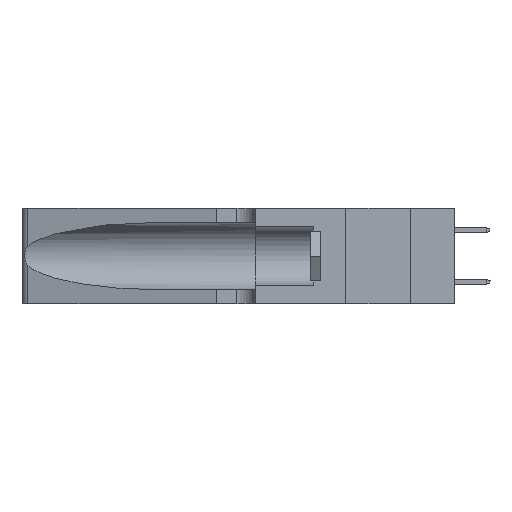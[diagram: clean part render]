
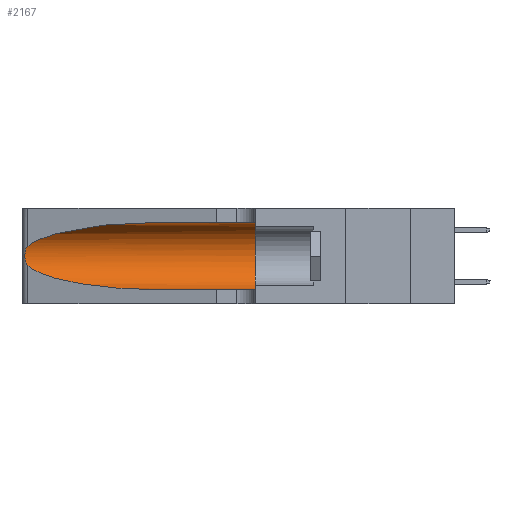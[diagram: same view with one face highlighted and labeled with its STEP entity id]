
A CAD part, left-side view. The second image highlights one B-rep face of the part: STEP entity #2167.
In plain terms, the highlighted cylindrical face has radius 3.308 mm (diameter 6.617 mm), a partial arc.
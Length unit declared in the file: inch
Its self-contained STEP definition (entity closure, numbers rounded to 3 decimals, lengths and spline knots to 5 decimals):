
#99 = CARTESIAN_POINT ( 'NONE',  ( 0.1305, 0.72297, 0.05475 ) ) ;
#194 = EDGE_CURVE ( 'NONE', #31731, #16141, #31521, .T. ) ;
#465 = CARTESIAN_POINT ( 'NONE',  ( 0.2373, 1.15595, 0.28018 ) ) ;
#692 = ORIENTED_EDGE ( 'NONE', *, *, #32163, .T. ) ;
#996 = CARTESIAN_POINT ( 'NONE',  ( 0.18966, 0.96281, 0.31525 ) ) ;
#1181 = CARTESIAN_POINT ( 'NONE',  ( 0.25555, 1.22993, 0.14849 ) ) ;
#1845 = LINE ( 'NONE', #17893, #32481 ) ;
#1984 = FACE_OUTER_BOUND ( 'NONE', #28341, .T. ) ;
#2167 = ADVANCED_FACE ( 'NONE', ( #1984 ), #22280, .F. ) ;
#2224 = CARTESIAN_POINT ( 'NONE',  ( 0.1305, 0.72297, 0.31525 ) ) ;
#2738 = CARTESIAN_POINT ( 'NONE',  ( 0.2373, 1.15595, 0.08982 ) ) ;
#3818 = CARTESIAN_POINT ( 'NONE',  ( 0.26075, 1.23896, 0.178 ) ) ;
#4039 = EDGE_CURVE ( 'NONE', #31731, #22087, #27805, .T. ) ;
#4819 = DIRECTION ( 'NONE',  ( 0., -1., 0. ) ) ;
#5388 = CARTESIAN_POINT ( 'NONE',  ( 0.25487, 1.22718, 0.14631 ) ) ;
#6104 = CARTESIAN_POINT ( 'NONE',  ( 0.25487, 1.22718, 0.22369 ) ) ;
#6288 = CARTESIAN_POINT ( 'NONE',  ( 0.1305, 0.72297, 0.31525 ) ) ;
#6612 = CARTESIAN_POINT ( 'NONE',  ( 0.1305, 0.72297, 0.05475 ) ) ;
#7428 = DIRECTION ( 'NONE',  ( 0., 0., 1. ) ) ;
#9190 = EDGE_CURVE ( 'NONE', #16141, #16857, #22545, .T. ) ;
#9804 = CARTESIAN_POINT ( 'NONE',  ( 0.25639, 1.23184, 0.21858 ) ) ;
#11757 = CARTESIAN_POINT ( 'NONE',  ( 0.25639, 1.23186, 0.15144 ) ) ;
#12393 = CARTESIAN_POINT ( 'NONE',  ( 0.1305, 1.61858, 0.185 ) ) ;
#14576 = CARTESIAN_POINT ( 'NONE',  ( 0.25555, 1.22994, 0.2215 ) ) ;
#15955 = CARTESIAN_POINT ( 'NONE',  ( 0.18966, 0.96281, 0.05475 ) ) ;
#16141 = VERTEX_POINT ( 'NONE', #29089 ) ;
#16247 = CARTESIAN_POINT ( 'NONE',  ( 0.1305, 0.35, 0.05475 ) ) ;
#16381 = ORIENTED_EDGE ( 'NONE', *, *, #19300, .T. ) ;
#16857 = VERTEX_POINT ( 'NONE', #25525 ) ;
#16874 =( BOUNDED_CURVE ( )  B_SPLINE_CURVE ( 3, ( #5388, #2738, #15955, #99 ),
 .UNSPECIFIED., .F., .T. ) 
 B_SPLINE_CURVE_WITH_KNOTS ( ( 4, 4 ),
 ( 3.44316, 4.71239 ),
 .UNSPECIFIED. ) 
 CURVE ( )  GEOMETRIC_REPRESENTATION_ITEM ( )  RATIONAL_B_SPLINE_CURVE ( ( 1., 0.87, 0.87, 1. ) ) 
 REPRESENTATION_ITEM ( '' )  );
#17485 = CARTESIAN_POINT ( 'NONE',  ( 0.1305, 1.61858, 0.31525 ) ) ;
#17862 = DIRECTION ( 'NONE',  ( 0., 0., -1. ) ) ;
#17893 = CARTESIAN_POINT ( 'NONE',  ( 0.1305, 1.61858, 0.05475 ) ) ;
#19300 = EDGE_CURVE ( 'NONE', #16857, #22354, #16874, .T. ) ;
#20025 = CARTESIAN_POINT ( 'NONE',  ( 0.25854, 1.2359, 0.20912 ) ) ;
#20331 = AXIS2_PLACEMENT_3D ( 'NONE', #23923, #20783, #7428 ) ;
#20535 = CARTESIAN_POINT ( 'NONE',  ( 0.25856, 1.23593, 0.16098 ) ) ;
#20783 = DIRECTION ( 'NONE',  ( 0., 1., 0. ) ) ;
#22087 = VERTEX_POINT ( 'NONE', #31374 ) ;
#22280 = CYLINDRICAL_SURFACE ( 'NONE', #30288, 0.13025 ) ;
#22354 = VERTEX_POINT ( 'NONE', #6612 ) ;
#22545 = B_SPLINE_CURVE_WITH_KNOTS ( 'NONE', 3,
 ( #27896, #14576, #9804, #25770, #20025, #33682, #23149, #3818, #25266, #20535, #28236, #11757, #1181, #30703 ),
 .UNSPECIFIED., .F., .F.,
 ( 4, 2, 2, 2, 2, 2, 4 ),
 ( 0., 0.00027, 0.00053, 0.00107, 0.0016, 0.00187, 0.00214 ),
 .UNSPECIFIED. ) ;
#23149 = CARTESIAN_POINT ( 'NONE',  ( 0.26075, 1.23896, 0.19203 ) ) ;
#23271 = DIRECTION ( 'NONE',  ( 0., -1., 0. ) ) ;
#23923 = CARTESIAN_POINT ( 'NONE',  ( 0.1305, 0.35, 0.185 ) ) ;
#24760 = CIRCLE ( 'NONE', #20331, 0.13025 ) ;
#25181 = DIRECTION ( 'NONE',  ( 0., -1., 0. ) ) ;
#25266 = CARTESIAN_POINT ( 'NONE',  ( 0.26017, 1.23833, 0.17102 ) ) ;
#25525 = CARTESIAN_POINT ( 'NONE',  ( 0.25487, 1.22718, 0.14631 ) ) ;
#25770 = CARTESIAN_POINT ( 'NONE',  ( 0.25787, 1.23484, 0.2124 ) ) ;
#27805 = LINE ( 'NONE', #17485, #32147 ) ;
#27896 = CARTESIAN_POINT ( 'NONE',  ( 0.25487, 1.22718, 0.22369 ) ) ;
#27914 = ORIENTED_EDGE ( 'NONE', *, *, #9190, .T. ) ;
#28236 = CARTESIAN_POINT ( 'NONE',  ( 0.25789, 1.23486, 0.15765 ) ) ;
#28341 = EDGE_LOOP ( 'NONE', ( #29813, #27914, #16381, #692, #32763, #29678 ) ) ;
#29089 = CARTESIAN_POINT ( 'NONE',  ( 0.25487, 1.22718, 0.22369 ) ) ;
#29253 = VERTEX_POINT ( 'NONE', #16247 ) ;
#29678 = ORIENTED_EDGE ( 'NONE', *, *, #4039, .F. ) ;
#29813 = ORIENTED_EDGE ( 'NONE', *, *, #194, .T. ) ;
#30288 = AXIS2_PLACEMENT_3D ( 'NONE', #12393, #23271, #17862 ) ;
#30703 = CARTESIAN_POINT ( 'NONE',  ( 0.25487, 1.22718, 0.14631 ) ) ;
#31374 = CARTESIAN_POINT ( 'NONE',  ( 0.1305, 0.35, 0.31525 ) ) ;
#31521 =( BOUNDED_CURVE ( )  B_SPLINE_CURVE ( 3, ( #6288, #996, #465, #6104 ),
 .UNSPECIFIED., .F., .T. ) 
 B_SPLINE_CURVE_WITH_KNOTS ( ( 4, 4 ),
 ( 1.5708, 2.84003 ),
 .UNSPECIFIED. ) 
 CURVE ( )  GEOMETRIC_REPRESENTATION_ITEM ( )  RATIONAL_B_SPLINE_CURVE ( ( 1., 0.87, 0.87, 1. ) ) 
 REPRESENTATION_ITEM ( '' )  );
#31731 = VERTEX_POINT ( 'NONE', #2224 ) ;
#32147 = VECTOR ( 'NONE', #25181, 39.37008 ) ;
#32163 = EDGE_CURVE ( 'NONE', #22354, #29253, #1845, .T. ) ;
#32481 = VECTOR ( 'NONE', #4819, 39.37008 ) ;
#32763 = ORIENTED_EDGE ( 'NONE', *, *, #34360, .F. ) ;
#33682 = CARTESIAN_POINT ( 'NONE',  ( 0.26018, 1.23835, 0.19895 ) ) ;
#34360 = EDGE_CURVE ( 'NONE', #22087, #29253, #24760, .T. ) ;
